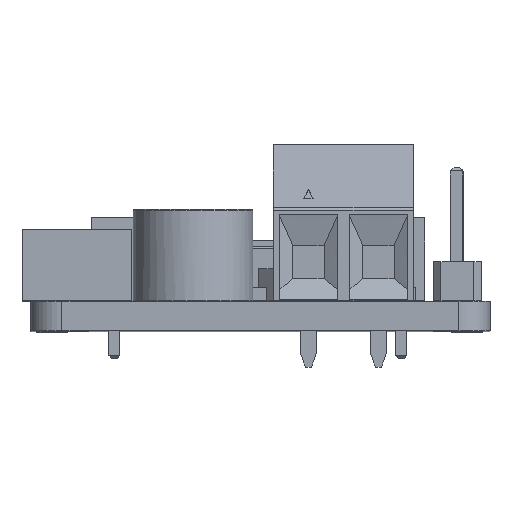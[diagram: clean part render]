
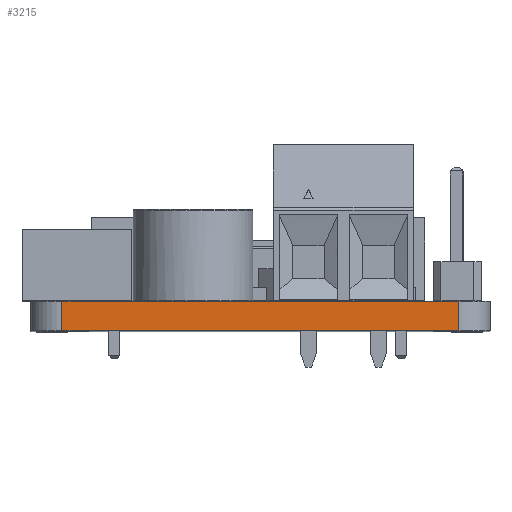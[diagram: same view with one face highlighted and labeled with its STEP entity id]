
A CAD part, top view. The second image highlights one B-rep face of the part: STEP entity #3215.
In plain terms, the highlighted free-form (B-spline) face has degree [1, 1] with [2, 2] control points.
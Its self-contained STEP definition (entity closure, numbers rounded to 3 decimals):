
#39 = VERTEX_POINT('',#40);
#40 = CARTESIAN_POINT('',(20.179,-23.424,30.975
    ));
#46 = EDGE_CURVE('',#39,#47,#49,.T.);
#47 = VERTEX_POINT('',#48);
#48 = CARTESIAN_POINT('',(-10.347,-23.424,30.975)
  );
#49 = B_SPLINE_CURVE_WITH_KNOTS('',1,(#50,#51),.UNSPECIFIED.,.F.,.F.,(2,
    2),(-21.6,0.),.PIECEWISE_BEZIER_KNOTS.);
#50 = CARTESIAN_POINT('',(20.179,-23.424,30.975
    ));
#51 = CARTESIAN_POINT('',(-10.347,-23.424,30.975)
  );
#3195 = VERTEX_POINT('',#3196);
#3196 = CARTESIAN_POINT('',(-10.347,-21.163,
    30.975));
#3204 = EDGE_CURVE('',#3195,#47,#3205,.T.);
#3205 = B_SPLINE_CURVE_WITH_KNOTS('',1,(#3206,#3207),.UNSPECIFIED.,.F.,
  .F.,(2,2),(0.,1.6),.PIECEWISE_BEZIER_KNOTS.);
#3206 = CARTESIAN_POINT('',(-10.347,-21.163,
    30.975));
#3207 = CARTESIAN_POINT('',(-10.347,-23.424,
    30.975));
#3215 = ADVANCED_FACE('',(#3216),#3232,.T.);
#3216 = FACE_BOUND('',#3217,.T.);
#3217 = EDGE_LOOP('',(#3218,#3225,#3226,#3227));
#3218 = ORIENTED_EDGE('',*,*,#3219,.F.);
#3219 = EDGE_CURVE('',#3195,#3220,#3222,.T.);
#3220 = VERTEX_POINT('',#3221);
#3221 = CARTESIAN_POINT('',(20.179,-21.163,
    30.975));
#3222 = B_SPLINE_CURVE_WITH_KNOTS('',1,(#3223,#3224),.UNSPECIFIED.,.F.,
  .F.,(2,2),(0.,21.6),.PIECEWISE_BEZIER_KNOTS.);
#3223 = CARTESIAN_POINT('',(-10.347,-21.163,
    30.975));
#3224 = CARTESIAN_POINT('',(20.179,-21.163,
    30.975));
#3225 = ORIENTED_EDGE('',*,*,#3204,.T.);
#3226 = ORIENTED_EDGE('',*,*,#46,.F.);
#3227 = ORIENTED_EDGE('',*,*,#3228,.F.);
#3228 = EDGE_CURVE('',#3220,#39,#3229,.T.);
#3229 = B_SPLINE_CURVE_WITH_KNOTS('',1,(#3230,#3231),.UNSPECIFIED.,.F.,
  .F.,(2,2),(0.,1.6),.PIECEWISE_BEZIER_KNOTS.);
#3230 = CARTESIAN_POINT('',(20.179,-21.163,
    30.975));
#3231 = CARTESIAN_POINT('',(20.179,-23.424,
    30.975));
#3232 = B_SPLINE_SURFACE_WITH_KNOTS('',1,1,(
    (#3233,#3234)
    ,(#3235,#3236
    )),.UNSPECIFIED.,.F.,.F.,.F.,(2,2),(2,2),(0.,21.6),
  (0.,1.6),.PIECEWISE_BEZIER_KNOTS.);
#3233 = CARTESIAN_POINT('',(20.179,-21.163,
    30.975));
#3234 = CARTESIAN_POINT('',(20.179,-23.424,
    30.975));
#3235 = CARTESIAN_POINT('',(-10.347,-21.163,
    30.975));
#3236 = CARTESIAN_POINT('',(-10.347,-23.424,
    30.975));
